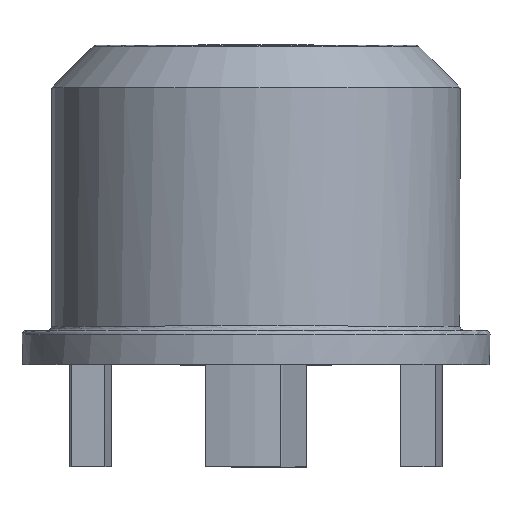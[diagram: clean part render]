
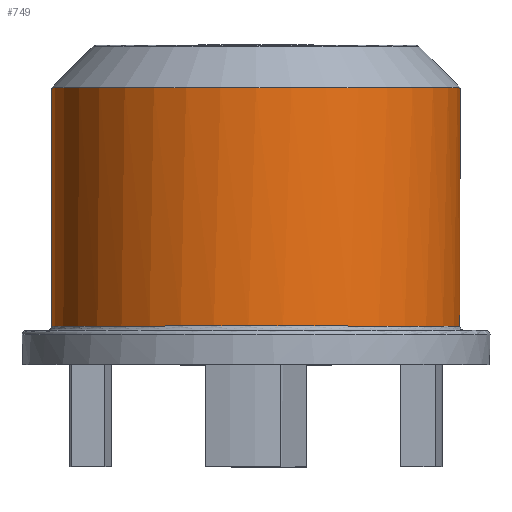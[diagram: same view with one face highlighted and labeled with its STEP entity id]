
A CAD part, top view. The second image highlights one B-rep face of the part: STEP entity #749.
In plain terms, the highlighted cylindrical face has radius 4.8 mm (diameter 9.6 mm), a full revolution.
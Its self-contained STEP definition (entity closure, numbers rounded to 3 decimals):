
#718=CARTESIAN_POINT('',(-1.87,0.9,-4.421));
#719=VERTEX_POINT('',#718);
#720=CARTESIAN_POINT('',(0.0,0.9,0.0));
#721=DIRECTION('',(0.,-1.0,0.));
#722=DIRECTION('',(0.39,0.,0.921));
#723=AXIS2_PLACEMENT_3D('',#720,#721,#722);
#724=CIRCLE('',#723,4.8);
#725=EDGE_CURVE('',#719,#719,#724,.T.);
#730=CARTESIAN_POINT('',(0.0,3.65,0.0));
#731=DIRECTION('',(0.0,1.0,0.0));
#732=DIRECTION('',(-1.0,0.0,0.0));
#733=AXIS2_PLACEMENT_3D('',#730,#731,#732);
#734=CYLINDRICAL_SURFACE('',#733,4.8);
#735=CARTESIAN_POINT('',(-4.8,6.5,0.0));
#736=VERTEX_POINT('',#735);
#737=CARTESIAN_POINT('',(0.0,6.5,0.0));
#738=DIRECTION('',(0.0,1.0,0.0));
#739=DIRECTION('',(-1.0,0.0,0.0));
#740=AXIS2_PLACEMENT_3D('',#737,#738,#739);
#741=CIRCLE('',#740,4.8);
#742=EDGE_CURVE('',#736,#736,#741,.T.);
#743=ORIENTED_EDGE('',*,*,#742,.F.);
#744=EDGE_LOOP('',(#743));
#745=FACE_OUTER_BOUND('',#744,.T.);
#746=ORIENTED_EDGE('',*,*,#725,.F.);
#747=EDGE_LOOP('',(#746));
#748=FACE_BOUND('',#747,.T.);
#749=ADVANCED_FACE('',(#745,#748),#734,.T.);
